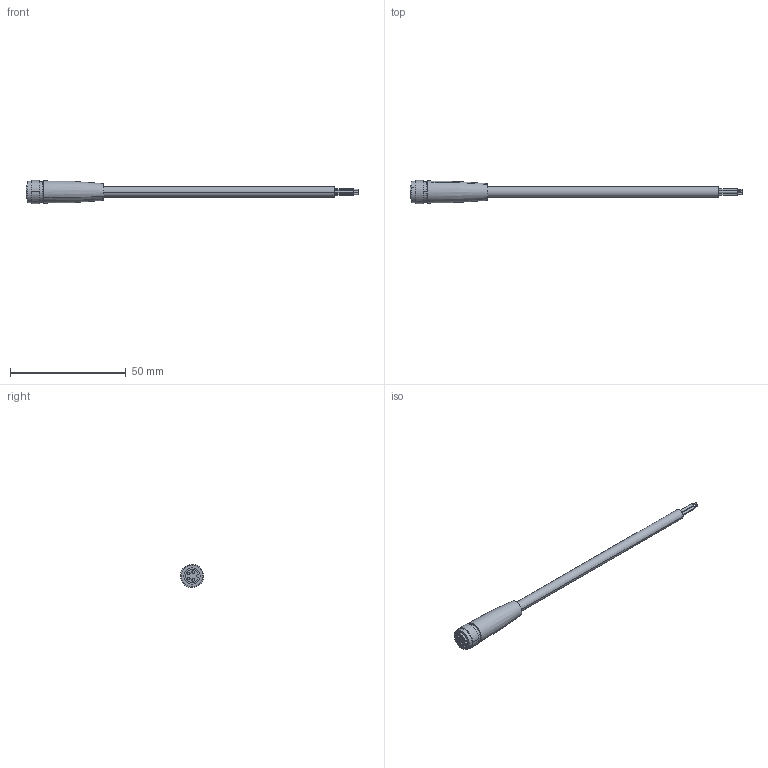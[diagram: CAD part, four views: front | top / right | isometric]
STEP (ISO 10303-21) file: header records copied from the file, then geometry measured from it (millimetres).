
FILE_DESCRIPTION(('SolidDesigner STEP Export'),'2;1');
FILE_NAME('1406846_SAC_4P_1.5_600_M_8FS_FB-select.stp','2013-03-19T13:27:27',(''),(''),'Creo Elements/Direct Modeling STEP processor for AP214 (Solid Model)','Creo Elements/Direct Modeling 18.1 06-May-2012 (C) Parametric Technology GmbH','');
FILE_SCHEMA(('AUTOMOTIVE_DESIGN { 1 0 10303 214 1 1 1 1 }'));
Length unit declared in the file: millimetre
Products named in the file (2): 1406846_SAC_4P_1.5_600_M_8FS_FB-select
Assembly tree (1 placements, depth 2):
  1406846_SAC_4P_1.5_600_M_8FS_FB-select
    1406846_SAC_4P_1.5_600_M_8FS_FB-select
Bounding box: 143.7 x 9.99 x 9.99 mm (x, y, z)
Volume: 3666.2 mm3; surface area: 2927.8 mm2
Topology: 1 solids, 1 shells, 65 faces, 133 edges, 89 vertices
Faces by surface type: cylinder 41, plane 22, revolution 2
Entity records: 2166 total; most frequent: CARTESIAN_POINT 288, DIRECTION 272, ORIENTED_EDGE 266, EDGE_CURVE 133, AXIS2_PLACEMENT_3D 113, VERTEX_POINT 89, EDGE_LOOP 84, COLOUR_RGB 66
